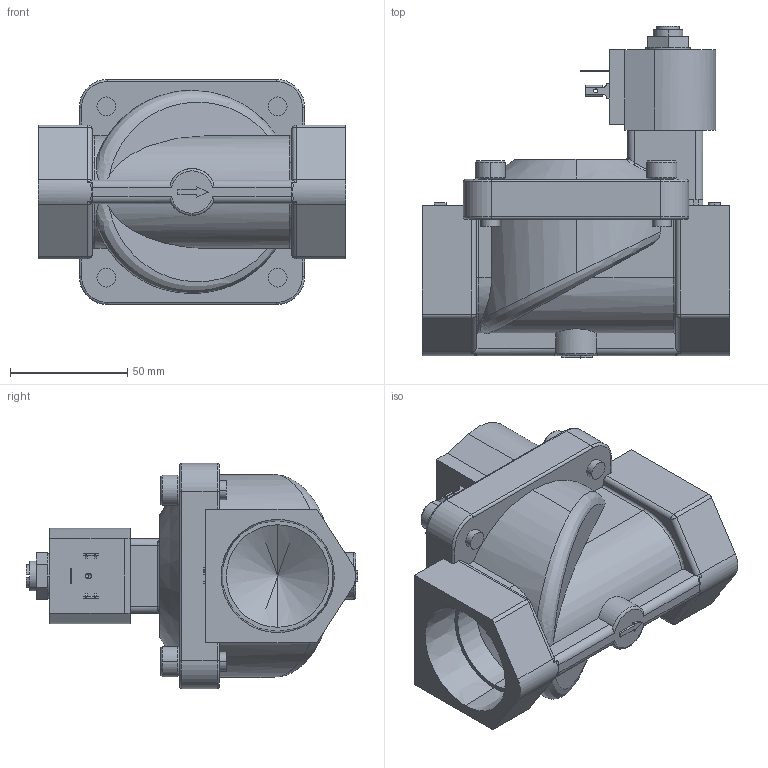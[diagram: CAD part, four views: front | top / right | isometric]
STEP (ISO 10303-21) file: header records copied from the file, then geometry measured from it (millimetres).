
FILE_DESCRIPTION (( 'STEP AP203' ), '1' );
FILE_NAME ('NS711YH16C9HJ5.step', '2025-02-18T15:47:03', ( '' ), ( '' ), 'SwSTEP 2.0', 'SolidWorks 2024', '' );
FILE_SCHEMA (( 'CONFIG_CONTROL_DESIGN' ));
Length unit declared in the file: millimetre
Products named in the file (1): NS711YH16C9HJ5
Bounding box: 131 x 141.37 x 96 mm (x, y, z)
Volume: 541934 mm3; surface area: 70734 mm2
Topology: 1 solids, 1 shells, 442 faces, 1087 edges, 664 vertices
Faces by surface type: plane 201, cylinder 115, cone 57, bspline 36, torus 29, sphere 4
Entity records: 15798 total; most frequent: CARTESIAN_POINT 5581, ORIENTED_EDGE 2146, DIRECTION 2055, EDGE_CURVE 1073, AXIS2_PLACEMENT_3D 733, VERTEX_POINT 664, LINE 589, VECTOR 589
